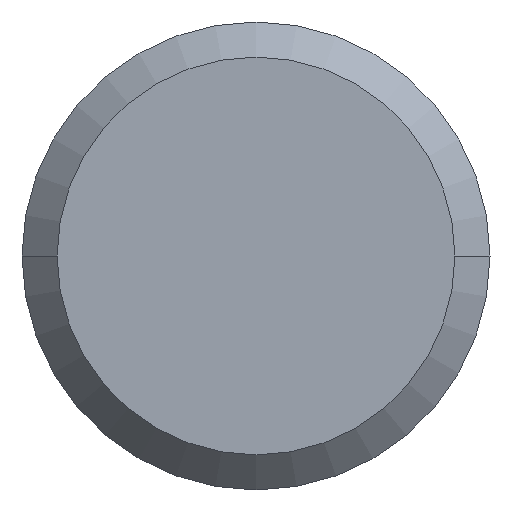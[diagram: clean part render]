
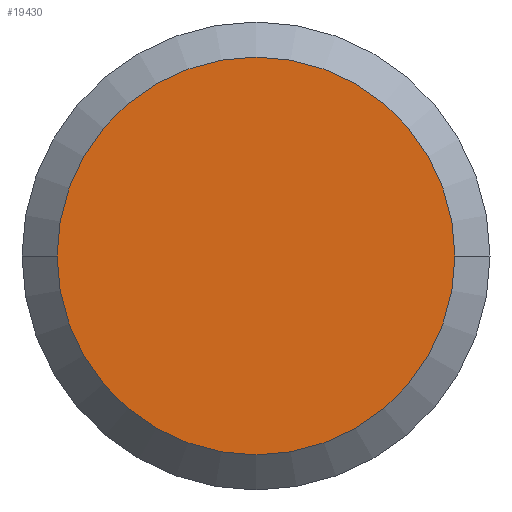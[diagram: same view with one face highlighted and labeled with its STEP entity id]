
A CAD part, front view. The second image highlights one B-rep face of the part: STEP entity #19430.
In plain terms, the highlighted planar face has unit normal (0, -1, 0).
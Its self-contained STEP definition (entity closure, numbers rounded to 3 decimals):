
#9470=CARTESIAN_POINT('',(34.026,-4878.908,0.));
#9480=VERTEX_POINT('',#9470);
#9660=CARTESIAN_POINT('',(68.026,-4878.908,0.));
#9670=VERTEX_POINT('',#9660);
#9700=CARTESIAN_POINT('',(51.026,-4878.908,0.));
#9710=DIRECTION('',(0.,1.,0.));
#9720=DIRECTION('',(1.,0.,0.));
#9730=AXIS2_PLACEMENT_3D('',#9700,#9710,#9720);
#9740=CIRCLE('',#9730,17.);
#9750=EDGE_CURVE('',#9480,#9670,#9740,.T.);
#19330=CARTESIAN_POINT('',(62.626,-4878.908,0.));
#19340=DIRECTION('',(-0.,-1.,-0.));
#19350=DIRECTION('',(-1.,0.,0.));
#19360=AXIS2_PLACEMENT_3D('',#19330,#19340,#19350);
#19370=PLANE('',#19360);
#19380=EDGE_CURVE('',#9670,#9480,#9740,.T.);
#19390=ORIENTED_EDGE('',*,*,#19380,.F.);
#19400=ORIENTED_EDGE('',*,*,#9750,.F.);
#19410=EDGE_LOOP('',(#19400,#19390));
#19420=FACE_OUTER_BOUND('',#19410,.T.);
#19430=ADVANCED_FACE('',(#19420),#19370,.T.);
